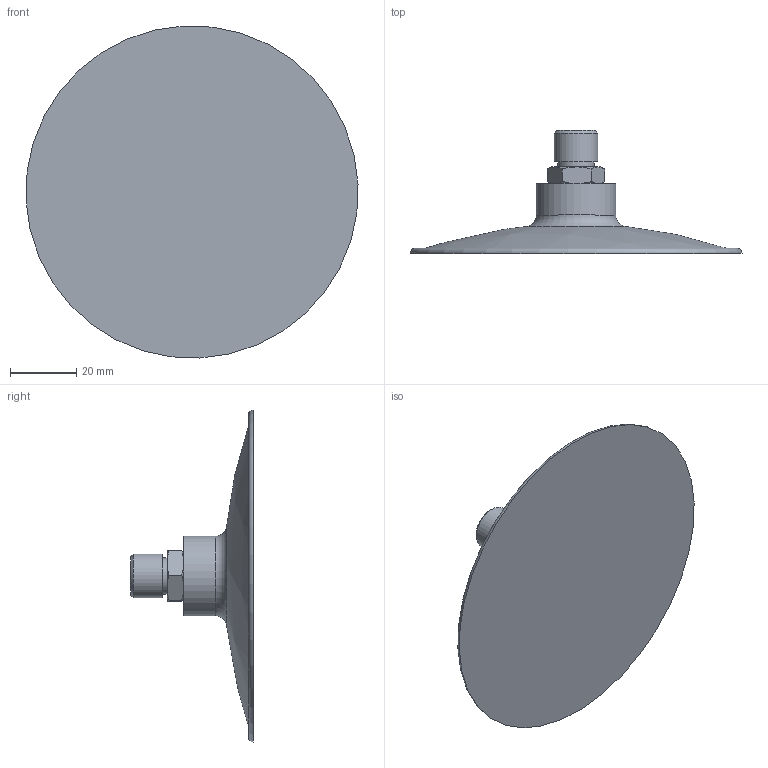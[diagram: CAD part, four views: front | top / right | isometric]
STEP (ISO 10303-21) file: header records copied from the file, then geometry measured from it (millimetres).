
FILE_DESCRIPTION(/* description */ (''),/* implementation_level */ '2;1');
FILE_NAME(/* name */ 'vsp100epdm+rac7r1-4m.stp',/* time_stamp */ '2020-07-15T12:33:16+02:00',/* author */ ('enginyeria'),/* organization */ (''),/* preprocessor_version */ 'ST-DEVELOPER v17',/* originating_system */ 'Autodesk Inventor 2019',/* authorisation */ '');
FILE_SCHEMA (('CONFIG_CONTROL_DESIGN'));
Length unit declared in the file: millimetre
Products named in the file (1): Pieza58
Bounding box: 99.89 x 37 x 99.89 mm (x, y, z)
Volume: 43376.9 mm3; surface area: 18172.6 mm2
Topology: 1 solids, 1 shells, 33 faces, 76 edges, 50 vertices
Faces by surface type: cone 14, plane 12, cylinder 4, torus 2, sphere 1
Full cylindrical faces by diameter (mm): 6 x1, 11 x1, 13.157 x1, 24 x1
Entity records: 1016 total; most frequent: CARTESIAN_POINT 208, DIRECTION 160, ORIENTED_EDGE 152, EDGE_CURVE 76, AXIS2_PLACEMENT_3D 74, VERTEX_POINT 50, CIRCLE 40, EDGE_LOOP 38
